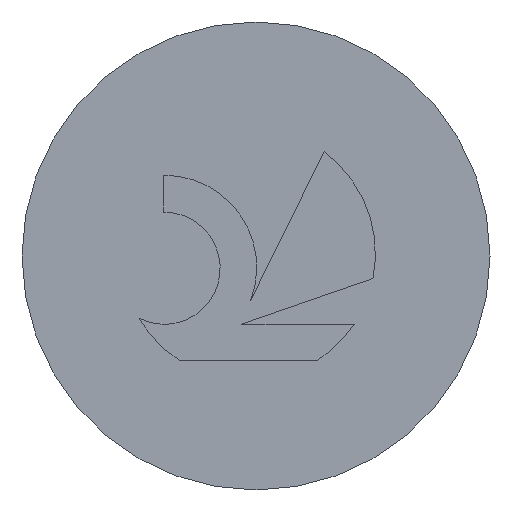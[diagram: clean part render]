
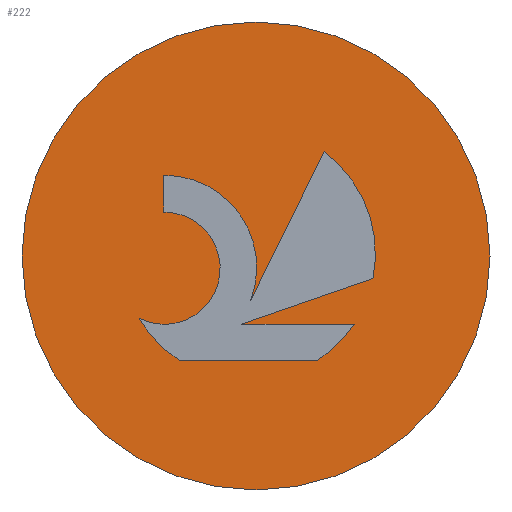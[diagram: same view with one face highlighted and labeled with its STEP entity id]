
A CAD part, top view. The second image highlights one B-rep face of the part: STEP entity #222.
In plain terms, the highlighted planar face has unit normal (0, 0, 1).
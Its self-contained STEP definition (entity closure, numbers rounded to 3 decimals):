
#108=VERTEX_POINT('',#288);
#110=VERTEX_POINT('',#290);
#116=VERTEX_POINT('',#296);
#128=VERTEX_POINT('',#310);
#130=EDGE_CURVE('',#194,#196,#312,.T.);
#140=EDGE_CURVE('',#230,#116,#322,.T.);
#146=EDGE_CURVE('',#108,#204,#329,.T.);
#150=EDGE_CURVE('',#164,#108,#333,.T.);
#154=EDGE_CURVE('',#258,#194,#337,.T.);
#164=VERTEX_POINT('',#347);
#166=VERTEX_POINT('',#349);
#170=EDGE_CURVE('',#116,#230,#353,.T.);
#174=EDGE_CURVE('',#178,#258,#357,.T.);
#178=VERTEX_POINT('',#362);
#188=EDGE_CURVE('',#110,#212,#373,.T.);
#194=VERTEX_POINT('',#379);
#196=VERTEX_POINT('',#381);
#204=VERTEX_POINT('',#390);
#212=VERTEX_POINT('',#398);
#222=ADVANCED_FACE('',(#408,#409),#410,.T.);
#228=EDGE_CURVE('',#204,#166,#416,.T.);
#230=VERTEX_POINT('',#418);
#242=EDGE_CURVE('',#196,#128,#434,.T.);
#244=EDGE_CURVE('',#128,#110,#436,.T.);
#252=EDGE_CURVE('',#166,#178,#445,.T.);
#258=VERTEX_POINT('',#451);
#264=EDGE_CURVE('',#212,#164,#459,.T.);
#288=CARTESIAN_POINT('',(6.317,2.771,0.0));
#290=CARTESIAN_POINT('',(7.5,4.516,0.0));
#296=CARTESIAN_POINT('',(10.0,5.0,0.0));
#310=CARTESIAN_POINT('',(6.453,7.228,0.0));
#312=CIRCLE('',#506,1.972);
#322=CIRCLE('',#519,5.0);
#329=LINE('',#528,#529);
#333=CIRCLE('',#536,2.714);
#337=LINE('',#543,#544);
#347=CARTESIAN_POINT('',(7.098,3.544,0.0));
#349=CARTESIAN_POINT('',(2.5,3.668,0.0));
#353=CIRCLE('',#570,5.0);
#357=CIRCLE('',#575,1.198);
#362=CARTESIAN_POINT('',(3.572,5.811,0.0));
#373=LINE('',#596,#597);
#379=CARTESIAN_POINT('',(3.029,6.725,0.0));
#381=CARTESIAN_POINT('',(4.884,4.045,0.0));
#390=CARTESIAN_POINT('',(3.358,2.771,0.0));
#398=CARTESIAN_POINT('',(4.7,3.544,0.0));
#408=FACE_BOUND('',#640,.T.);
#409=FACE_OUTER_BOUND('',#641,.T.);
#410=PLANE('',#642);
#416=CIRCLE('',#652,2.714);
#418=CARTESIAN_POINT('',(0.0,5.0,0.0));
#434=LINE('',#673,#674);
#436=CIRCLE('',#677,2.714);
#445=CIRCLE('',#690,1.198);
#451=CARTESIAN_POINT('',(3.029,5.937,0.0));
#459=LINE('',#706,#707);
#506=AXIS2_PLACEMENT_3D('',#738,#739,#740);
#519=AXIS2_PLACEMENT_3D('',#742,#743,#744);
#528=CARTESIAN_POINT('',(4.179,2.771,0.0));
#529=VECTOR('',#763,1.0);
#536=AXIS2_PLACEMENT_3D('',#765,#766,#767);
#543=CARTESIAN_POINT('',(3.029,5.863,0.0));
#544=VECTOR('',#769,1.0);
#570=AXIS2_PLACEMENT_3D('',#777,#778,#779);
#575=AXIS2_PLACEMENT_3D('',#780,#781,#782);
#596=CARTESIAN_POINT('',(5.059,3.669,0.0));
#597=VECTOR('',#801,1.0);
#640=EDGE_LOOP('',(#818,#819,#820,#821,#822,#823,#824,#825,#826,#827,#828));
#641=EDGE_LOOP('',(#829,#830));
#642=AXIS2_PLACEMENT_3D('',#831,#832,#833);
#652=AXIS2_PLACEMENT_3D('',#838,#839,#840);
#673=CARTESIAN_POINT('',(5.869,6.044,0.0));
#674=VECTOR('',#874,1.0);
#677=AXIS2_PLACEMENT_3D('',#875,#876,#877);
#690=AXIS2_PLACEMENT_3D('',#890,#891,#892);
#706=CARTESIAN_POINT('',(6.049,3.544,0.0));
#707=VECTOR('',#912,1.0);
#738=CARTESIAN_POINT('',(3.044,4.753,0.0));
#739=DIRECTION('',(0.0,-0.0,-1.0));
#740=DIRECTION('',(0.933,-0.359,0.0));
#742=CARTESIAN_POINT('',(5.0,5.0,0.0));
#743=DIRECTION('',(0.0,0.0,1.0));
#744=DIRECTION('',(1.0,0.0,0.0));
#763=DIRECTION('',(-1.0,0.0,0.0));
#765=CARTESIAN_POINT('',(4.838,5.047,0.0));
#766=DIRECTION('',(0.0,-0.0,-1.0));
#767=DIRECTION('',(0.545,-0.838,0.0));
#769=DIRECTION('',(0.0,1.0,0.0));
#777=CARTESIAN_POINT('',(5.0,5.0,0.0));
#778=DIRECTION('',(0.0,0.0,1.0));
#779=DIRECTION('',(1.0,0.0,0.0));
#780=CARTESIAN_POINT('',(3.036,4.739,0.0));
#781=DIRECTION('',(0.0,0.0,1.0));
#782=DIRECTION('',(-0.447,-0.894,0.0));
#801=DIRECTION('',(-0.945,-0.328,0.0));
#818=ORIENTED_EDGE('',*,*,#154,.T.);
#819=ORIENTED_EDGE('',*,*,#130,.T.);
#820=ORIENTED_EDGE('',*,*,#242,.T.);
#821=ORIENTED_EDGE('',*,*,#244,.T.);
#822=ORIENTED_EDGE('',*,*,#188,.T.);
#823=ORIENTED_EDGE('',*,*,#264,.T.);
#824=ORIENTED_EDGE('',*,*,#150,.T.);
#825=ORIENTED_EDGE('',*,*,#146,.T.);
#826=ORIENTED_EDGE('',*,*,#228,.T.);
#827=ORIENTED_EDGE('',*,*,#252,.T.);
#828=ORIENTED_EDGE('',*,*,#174,.T.);
#829=ORIENTED_EDGE('',*,*,#140,.T.);
#830=ORIENTED_EDGE('',*,*,#170,.T.);
#831=CARTESIAN_POINT('',(5.0,5.0,0.0));
#832=DIRECTION('',(0.0,0.0,1.0));
#833=DIRECTION('',(1.0,0.0,0.0));
#838=CARTESIAN_POINT('',(4.838,5.047,0.0));
#839=DIRECTION('',(-0.0,0.0,-1.0));
#840=DIRECTION('',(-0.861,-0.508,0.0));
#874=DIRECTION('',(0.442,0.897,-0.0));
#875=CARTESIAN_POINT('',(4.838,5.047,0.0));
#876=DIRECTION('',(0.0,-0.0,-1.0));
#877=DIRECTION('',(0.981,-0.196,0.0));
#890=CARTESIAN_POINT('',(3.036,4.739,0.0));
#891=DIRECTION('',(0.0,0.0,1.0));
#892=DIRECTION('',(-0.447,-0.894,0.0));
#912=DIRECTION('',(1.0,0.0,0.0));
